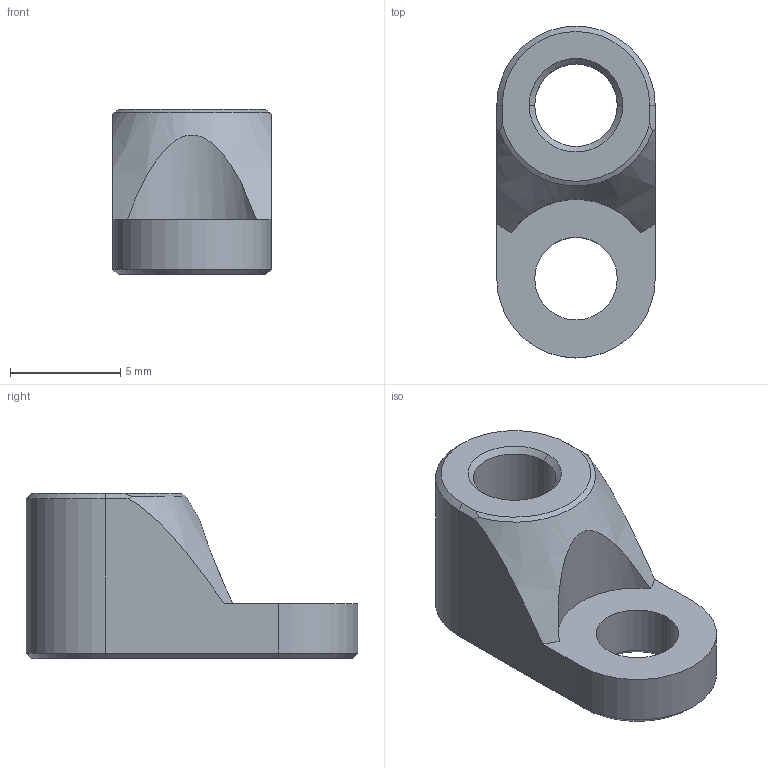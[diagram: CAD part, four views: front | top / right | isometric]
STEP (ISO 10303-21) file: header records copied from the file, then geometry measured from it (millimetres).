
FILE_DESCRIPTION (( 'STEP AP203' ), '1' );
FILE_NAME ('10188-AliasOf_10380_U1_Printed_Terminal_Block_Cover_Spacer_RevD-RC1.STEP', '2023-08-17T18:28:21', ( '' ), ( '' ), 'SwSTEP 2.0', 'SolidWorks 2022', '' );
FILE_SCHEMA (( 'CONFIG_CONTROL_DESIGN' ));
Length unit declared in the file: millimetre
Products named in the file (1): 10188-AliasOf_10380_U1_Printed_Terminal_Block_Cover_Spacer_RevD-RC1
Bounding box: 7.2 x 15.07 x 7.5 mm (x, y, z)
Volume: 382.1 mm3; surface area: 473.1 mm2
Topology: 1 solids, 1 shells, 27 faces, 63 edges, 38 vertices
Faces by surface type: cone 11, plane 9, cylinder 7
Entity records: 895 total; most frequent: CARTESIAN_POINT 188, DIRECTION 138, ORIENTED_EDGE 126, EDGE_CURVE 63, AXIS2_PLACEMENT_3D 54, VERTEX_POINT 38, EDGE_LOOP 31, LINE 30
